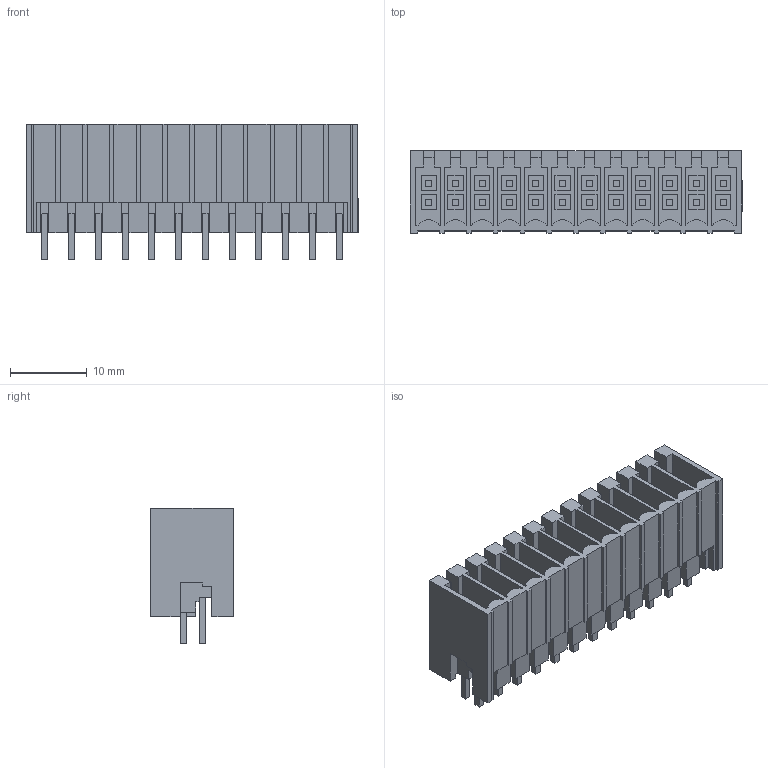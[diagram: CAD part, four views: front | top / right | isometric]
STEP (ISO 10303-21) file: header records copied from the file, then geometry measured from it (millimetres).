
FILE_DESCRIPTION(('CATIA V5 STEP Exchange','CAx-IF Rec.Pracs.--- Model Styling and Organization---1.2---2011-12-15'),'2;1');
FILE_NAME ('D1451424_0', '2018-03-29T12:25:36+00:00', ('none'), ('Weidmueller'), 'CATIA Version 5-6 Release 2014', 'CATIA V5 STEP AP214', 'none');
FILE_SCHEMA(('AUTOMOTIVE_DESIGN { 1 0 10303 214 1 1 1 1 }'));
Length unit declared in the file: millimetre
Products named in the file (1): 1358850000
Bounding box: 43.4 x 10.8 x 17.7 mm (x, y, z)
Volume: 3483.6 mm3; surface area: 7584.5 mm2
Topology: 25 solids, 25 shells, 827 faces, 2407 edges, 1665 vertices
Faces by surface type: plane 803, cylinder 24
Entity records: 24825 total; most frequent: ORIENTED_EDGE 4814, CARTESIAN_POINT 4451, DIRECTION 3163, EDGE_CURVE 2407, VECTOR 2359, LINE 2359, VERTEX_POINT 1665, EDGE_LOOP 910
